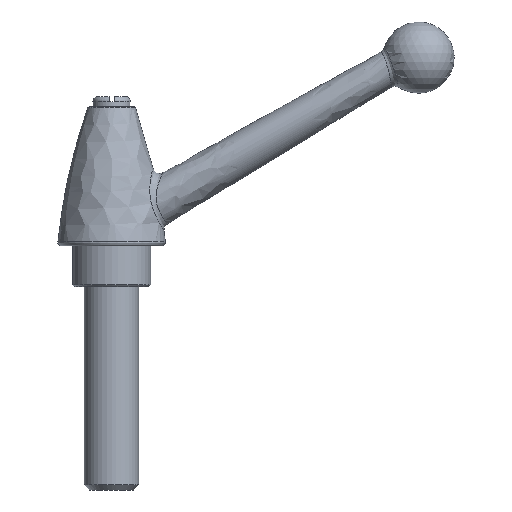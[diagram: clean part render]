
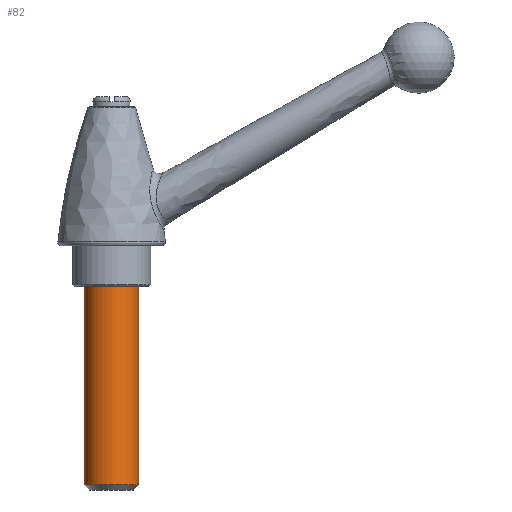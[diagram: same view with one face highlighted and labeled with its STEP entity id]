
A CAD part, front view. The second image highlights one B-rep face of the part: STEP entity #82.
In plain terms, the highlighted cylindrical face has radius 8 mm (diameter 16 mm), a full revolution.
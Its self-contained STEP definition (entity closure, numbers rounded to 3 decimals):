
#82 = ADVANCED_FACE( '', ( #179, #180 ), #181, .T. );
#179 = FACE_OUTER_BOUND( '', #3012, .T. );
#180 = FACE_OUTER_BOUND( '', #3013, .T. );
#181 = CYLINDRICAL_SURFACE( '', #3014, 8. );
#3012 = EDGE_LOOP( '', ( #5340 ) );
#3013 = EDGE_LOOP( '', ( #5341 ) );
#3014 = AXIS2_PLACEMENT_3D( '', #5342, #5343, #5344 );
#5340 = ORIENTED_EDGE( '', *, *, #5416, .T. );
#5341 = ORIENTED_EDGE( '', *, *, #5414, .T. );
#5342 = CARTESIAN_POINT( '', ( 0., 0., -72. ) );
#5343 = DIRECTION( '', ( 0., 0., -1. ) );
#5344 = DIRECTION( '', ( 0., -1., 0. ) );
#5414 = EDGE_CURVE( '', #5480, #5480, #5481, .F. );
#5416 = EDGE_CURVE( '', #5483, #5483, #5484, .F. );
#5480 = VERTEX_POINT( '', #6430 );
#5481 = CIRCLE( '', #6431, 8. );
#5483 = VERTEX_POINT( '', #6433 );
#5484 = CIRCLE( '', #6434, 8. );
#6430 = CARTESIAN_POINT( '', ( 0., -8., -12. ) );
#6431 = AXIS2_PLACEMENT_3D( '', #7825, #7826, #7827 );
#6433 = CARTESIAN_POINT( '', ( 0., 8., -70.5 ) );
#6434 = AXIS2_PLACEMENT_3D( '', #7828, #7829, #7830 );
#7825 = CARTESIAN_POINT( '', ( 0., 0., -12. ) );
#7826 = DIRECTION( '', ( 0., 0., 1. ) );
#7827 = DIRECTION( '', ( 0., -1., 0. ) );
#7828 = CARTESIAN_POINT( '', ( 0., 0., -70.5 ) );
#7829 = DIRECTION( '', ( 0., 0., -1. ) );
#7830 = DIRECTION( '', ( 0., 1., 0. ) );
